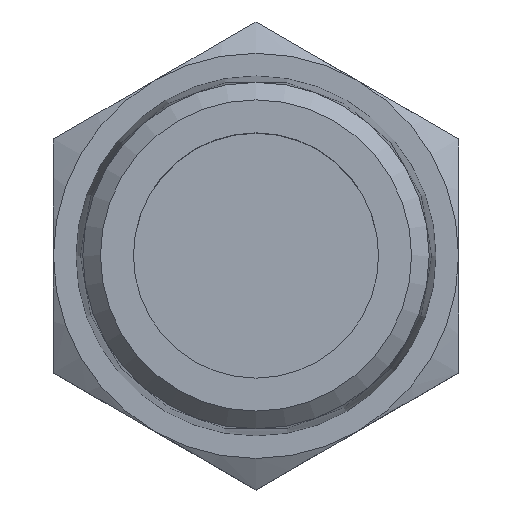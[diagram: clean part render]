
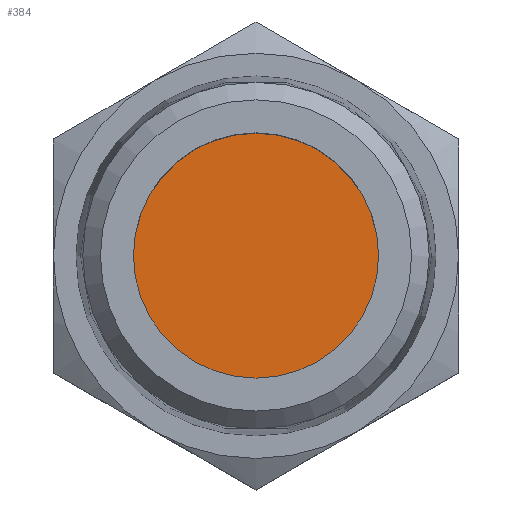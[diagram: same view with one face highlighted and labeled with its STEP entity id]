
A CAD part, top view. The second image highlights one B-rep face of the part: STEP entity #384.
In plain terms, the highlighted planar face has unit normal (0, 0, 1).
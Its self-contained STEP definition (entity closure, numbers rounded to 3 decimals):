
#35=PLANE('',#433);
#53=CIRCLE('',#434,5.75);
#87=ORIENTED_EDGE('',*,*,#191,.F.);
#191=EDGE_CURVE('',#237,#237,#53,.T.);
#237=VERTEX_POINT('',#660);
#289=EDGE_LOOP('',(#87));
#329=FACE_BOUND('',#289,.T.);
#384=ADVANCED_FACE('',(#329),#35,.F.);
#433=AXIS2_PLACEMENT_3D('',#658,#499,#500);
#434=AXIS2_PLACEMENT_3D('',#659,#501,#502);
#499=DIRECTION('',(0.,0.,-1.));
#500=DIRECTION('',(-1.,0.,0.));
#501=DIRECTION('',(0.,0.,-1.));
#502=DIRECTION('',(-1.,0.,0.));
#658=CARTESIAN_POINT('',(0.,0.,-11.));
#659=CARTESIAN_POINT('',(0.,0.,-11.));
#660=CARTESIAN_POINT('',(-5.75,0.,-11.));
